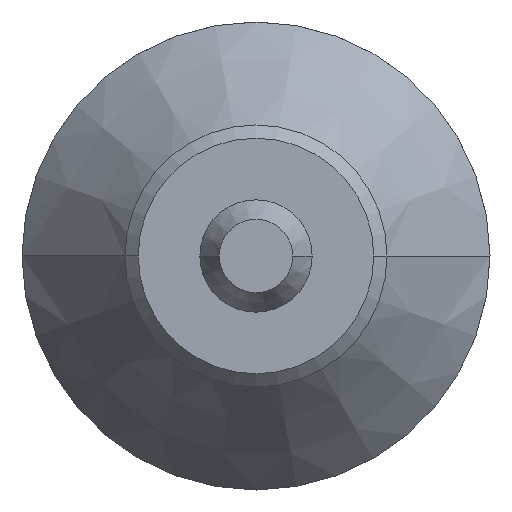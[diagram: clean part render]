
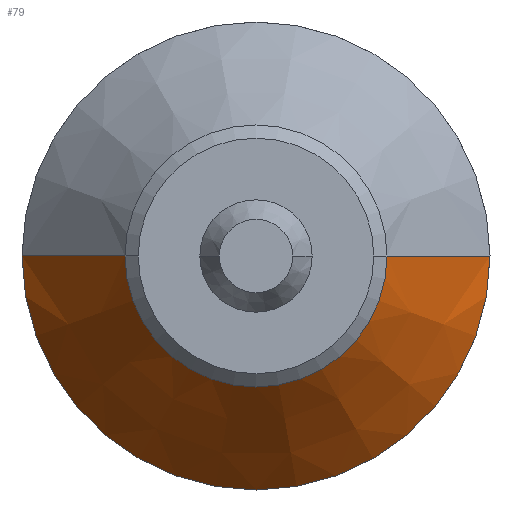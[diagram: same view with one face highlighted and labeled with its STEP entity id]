
A CAD part, front view. The second image highlights one B-rep face of the part: STEP entity #79.
In plain terms, the highlighted conical face has half-angle 37.4 degrees and reference radius 9.75 mm.
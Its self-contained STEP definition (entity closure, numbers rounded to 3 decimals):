
#79 = ADVANCED_FACE( '', ( #111 ), #112, .T. );
#111 = FACE_OUTER_BOUND( '', #168, .T. );
#112 = CONICAL_SURFACE( '', #169, 9.75, 0.653 );
#168 = EDGE_LOOP( '', ( #249, #250, #251, #252 ) );
#169 = AXIS2_PLACEMENT_3D( '', #253, #254, #255 );
#249 = ORIENTED_EDGE( '', *, *, #423, .F. );
#250 = ORIENTED_EDGE( '', *, *, #424, .T. );
#251 = ORIENTED_EDGE( '', *, *, #425, .F. );
#252 = ORIENTED_EDGE( '', *, *, #421, .F. );
#253 = CARTESIAN_POINT( '', ( 0., 12.297, 0. ) );
#254 = DIRECTION( '', ( 0., 1., 0. ) );
#255 = DIRECTION( '', ( 1., 0., 0. ) );
#421 = EDGE_CURVE( '', #484, #486, #487, .T. );
#423 = EDGE_CURVE( '', #489, #484, #490, .T. );
#424 = EDGE_CURVE( '', #489, #491, #492, .T. );
#425 = EDGE_CURVE( '', #486, #491, #493, .T. );
#484 = VERTEX_POINT( '', #572 );
#486 = VERTEX_POINT( '', #575 );
#487 = CIRCLE( '', #576, 12.5 );
#489 = VERTEX_POINT( '', #579 );
#490 = LINE( '', #580, #581 );
#491 = VERTEX_POINT( '', #582 );
#492 = CIRCLE( '', #583, 7. );
#493 = LINE( '', #584, #585 );
#572 = CARTESIAN_POINT( '', ( 12.5, 15.894, 0. ) );
#575 = CARTESIAN_POINT( '', ( -12.5, 15.894, 0. ) );
#576 = AXIS2_PLACEMENT_3D( '', #694, #695, #696 );
#579 = CARTESIAN_POINT( '', ( 7., 8.7, 0. ) );
#580 = CARTESIAN_POINT( '', ( 9.75, 12.297, 0. ) );
#581 = VECTOR( '', #698, 1. );
#582 = CARTESIAN_POINT( '', ( -7., 8.7, 0. ) );
#583 = AXIS2_PLACEMENT_3D( '', #699, #700, #701 );
#584 = CARTESIAN_POINT( '', ( -9.75, 12.297, 0. ) );
#585 = VECTOR( '', #702, 1. );
#694 = CARTESIAN_POINT( '', ( 0., 15.894, 0. ) );
#695 = DIRECTION( '', ( 0., 1., 0. ) );
#696 = DIRECTION( '', ( 1., 0., 0. ) );
#698 = DIRECTION( '', ( 0.607, 0.794, 0. ) );
#699 = CARTESIAN_POINT( '', ( 0., 8.7, 0. ) );
#700 = DIRECTION( '', ( 0., 1., 0. ) );
#701 = DIRECTION( '', ( 1., 0., 0. ) );
#702 = DIRECTION( '', ( 0.607, -0.794, 0. ) );
